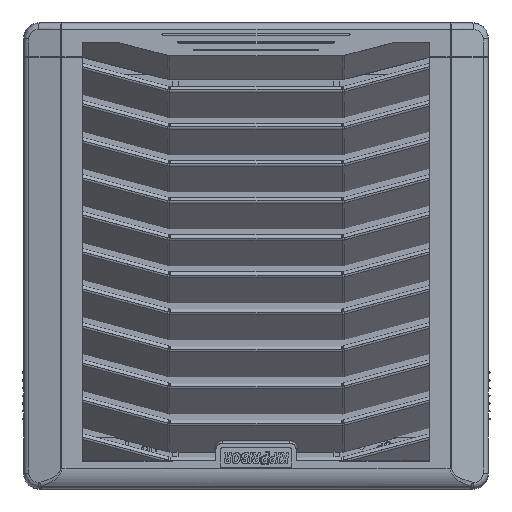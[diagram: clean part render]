
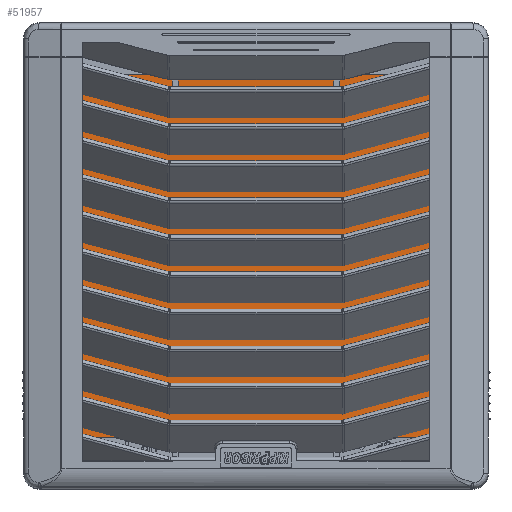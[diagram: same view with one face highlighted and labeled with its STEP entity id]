
A CAD part, top view. The second image highlights one B-rep face of the part: STEP entity #51957.
In plain terms, the highlighted face is planar.
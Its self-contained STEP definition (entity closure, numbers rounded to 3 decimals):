
#3120=PLANE('',#55545);
#6369=FACE_OUTER_BOUND('',#9371,.T.);
#9371=EDGE_LOOP('',(#48766,#48767,#48768,#48769));
#15163=LINE('',#92593,#20517);
#15167=LINE('',#92601,#20521);
#15170=LINE('',#92607,#20524);
#15173=LINE('',#92612,#20527);
#20517=VECTOR('',#67902,10.);
#20521=VECTOR('',#67908,10.);
#20524=VECTOR('',#67913,10.);
#20527=VECTOR('',#67918,10.);
#26146=VERTEX_POINT('',#92591);
#26147=VERTEX_POINT('',#92592);
#26150=VERTEX_POINT('',#92600);
#26152=VERTEX_POINT('',#92606);
#33682=EDGE_CURVE('',#26146,#26147,#15163,.T.);
#33686=EDGE_CURVE('',#26147,#26150,#15167,.T.);
#33689=EDGE_CURVE('',#26150,#26152,#15170,.T.);
#33692=EDGE_CURVE('',#26152,#26146,#15173,.T.);
#48766=ORIENTED_EDGE('',*,*,#33692,.T.);
#48767=ORIENTED_EDGE('',*,*,#33682,.T.);
#48768=ORIENTED_EDGE('',*,*,#33686,.T.);
#48769=ORIENTED_EDGE('',*,*,#33689,.T.);
#51957=ADVANCED_FACE('',(#6369),#3120,.F.);
#55545=AXIS2_PLACEMENT_3D('',#92614,#67920,#67921);
#67902=DIRECTION('',(0.,-1.,0.));
#67908=DIRECTION('',(-1.,0.,0.));
#67913=DIRECTION('',(0.,1.,0.));
#67918=DIRECTION('',(1.,0.,0.));
#67920=DIRECTION('center_axis',(0.,0.,1.));
#67921=DIRECTION('ref_axis',(1.,0.,0.));
#92591=CARTESIAN_POINT('',(56.,58.,0.));
#92592=CARTESIAN_POINT('',(56.,-58.,0.));
#92593=CARTESIAN_POINT('',(56.,58.,0.));
#92600=CARTESIAN_POINT('',(-56.,-58.,0.));
#92601=CARTESIAN_POINT('',(56.,-58.,0.));
#92606=CARTESIAN_POINT('',(-56.,58.,0.));
#92607=CARTESIAN_POINT('',(-56.,-58.,0.));
#92612=CARTESIAN_POINT('',(-56.,58.,0.));
#92614=CARTESIAN_POINT('Origin',(0.,0.,0.));
